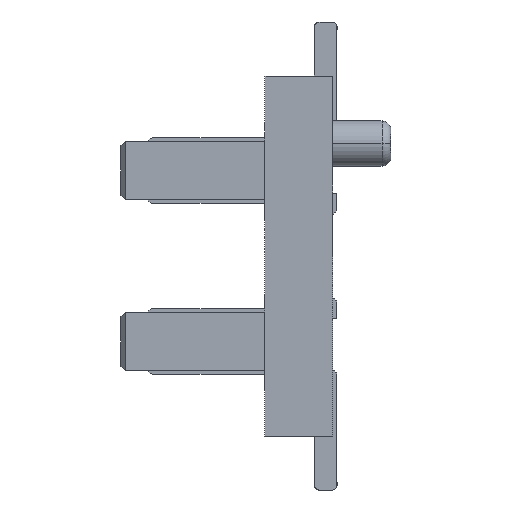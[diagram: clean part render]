
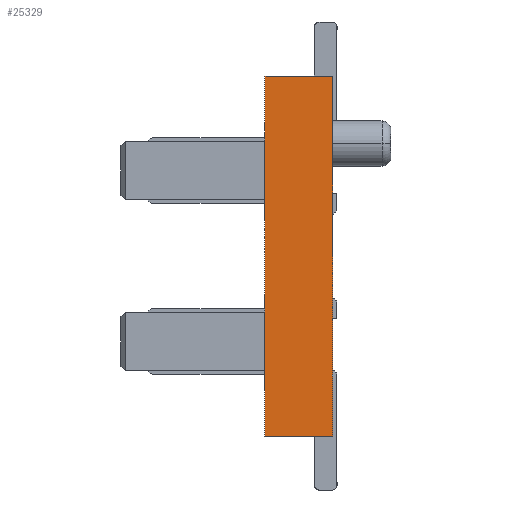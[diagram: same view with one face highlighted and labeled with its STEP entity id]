
A CAD part, left-side view. The second image highlights one B-rep face of the part: STEP entity #25329.
In plain terms, the highlighted planar face has unit normal (-1, 0, 0).
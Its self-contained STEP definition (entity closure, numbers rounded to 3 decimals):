
#81=DIRECTION('',(0.,1.,0.));
#82=VECTOR('',#81,0.75);
#83=CARTESIAN_POINT('',(0.15,0.,-2.));
#84=LINE('',#83,#82);
#185=DIRECTION('',(0.,0.,-1.));
#186=VECTOR('',#185,4.);
#187=CARTESIAN_POINT('',(0.15,0.75,2.));
#188=LINE('',#187,#186);
#189=DIRECTION('',(0.,1.,0.));
#190=VECTOR('',#189,0.75);
#191=CARTESIAN_POINT('',(0.15,0.,2.));
#192=LINE('',#191,#190);
#193=DIRECTION('',(0.,0.,1.));
#194=VECTOR('',#193,4.);
#195=CARTESIAN_POINT('',(0.15,0.,-2.));
#196=LINE('',#195,#194);
#18515=CARTESIAN_POINT('',(0.15,0.,2.));
#18516=VERTEX_POINT('',#18515);
#18517=CARTESIAN_POINT('',(0.15,0.75,2.));
#18518=VERTEX_POINT('',#18517);
#18519=CARTESIAN_POINT('',(0.15,0.75,-2.));
#18520=VERTEX_POINT('',#18519);
#18753=CARTESIAN_POINT('',(0.15,0.,-2.));
#18754=VERTEX_POINT('',#18753);
#25317=CARTESIAN_POINT('',(0.15,0.375,0.));
#25318=DIRECTION('',(1.,0.,0.));
#25319=DIRECTION('',(0.,0.,1.));
#25320=AXIS2_PLACEMENT_3D('',#25317,#25318,#25319);
#25321=PLANE('',#25320);
#25323=ORIENTED_EDGE('',*,*,#25322,.F.);
#25324=ORIENTED_EDGE('',*,*,#24672,.T.);
#25325=ORIENTED_EDGE('',*,*,#24745,.F.);
#25326=ORIENTED_EDGE('',*,*,#24342,.F.);
#25327=EDGE_LOOP('',(#25323,#25324,#25325,#25326));
#25328=FACE_OUTER_BOUND('',#25327,.F.);
#24342=EDGE_CURVE('',#18516,#18518,#192,.T.);
#24672=EDGE_CURVE('',#18754,#18520,#84,.T.);
#24745=EDGE_CURVE('',#18518,#18520,#188,.T.);
#25322=EDGE_CURVE('',#18754,#18516,#196,.T.);
#25329=ADVANCED_FACE('',(#25328),#25321,.F.);
